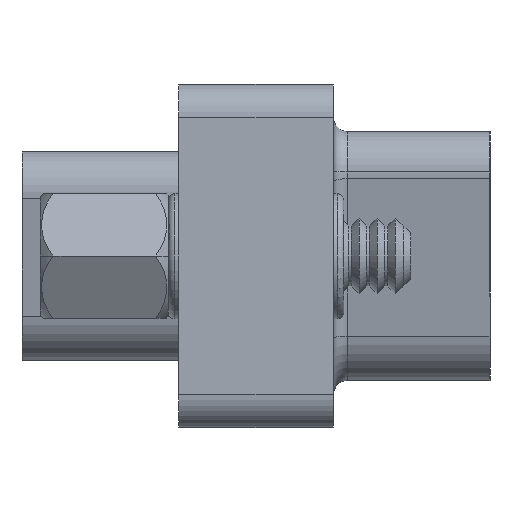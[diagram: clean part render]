
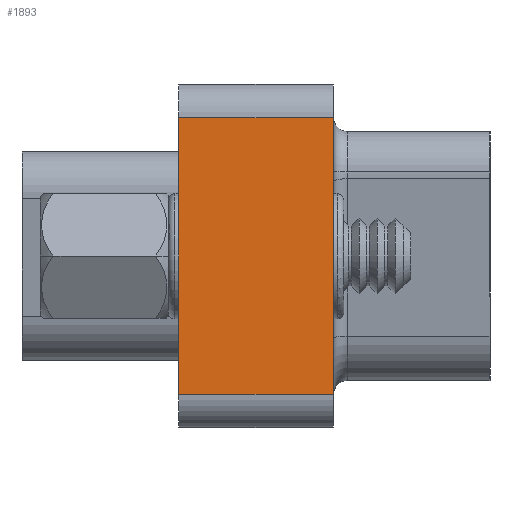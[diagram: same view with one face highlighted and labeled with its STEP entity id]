
A CAD part, left-side view. The second image highlights one B-rep face of the part: STEP entity #1893.
In plain terms, the highlighted planar face has unit normal (-1, 0, 0).
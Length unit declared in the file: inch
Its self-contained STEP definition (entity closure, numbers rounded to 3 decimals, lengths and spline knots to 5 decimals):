
#1029 = EDGE_CURVE ( 'NONE', #1194, #1030, #18387, .T. ) ;
#1030 = VERTEX_POINT ( 'NONE', #18388 ) ;
#1194 = VERTEX_POINT ( 'NONE', #24329 ) ;
#1626 = ORIENTED_EDGE ( 'NONE', *, *, #1627, .T. ) ;
#1627 = EDGE_CURVE ( 'NONE', #1194, #1852, #25957, .T. ) ;
#1806 = VERTEX_POINT ( 'NONE', #27068 ) ;
#1807 = ORIENTED_EDGE ( 'NONE', *, *, #1808, .T. ) ;
#1808 = EDGE_CURVE ( 'NONE', #1806, #1030, #26979, .T. ) ;
#1809 = ORIENTED_EDGE ( 'NONE', *, *, #1029, .F. ) ;
#1849 = EDGE_LOOP ( 'NONE', ( #1850, #1807, #1809, #1626 ) ) ;
#1850 = ORIENTED_EDGE ( 'NONE', *, *, #1851, .T. ) ;
#1851 = EDGE_CURVE ( 'NONE', #1852, #1806, #27170, .T. ) ;
#1852 = VERTEX_POINT ( 'NONE', #27162 ) ;
#1893 = ADVANCED_FACE ( 'NONE', ( #27460 ), #27459, .F. ) ;
#18384 = DIRECTION ( 'NONE',  ( 0., 0., 1. ) ) ;
#18385 = VECTOR ( 'NONE', #18384, 39.37008 ) ;
#18386 = CARTESIAN_POINT ( 'NONE',  ( -0.625, 0.115, 0.255 ) ) ;
#18387 = LINE ( 'NONE', #18386, #18385 ) ;
#18388 = CARTESIAN_POINT ( 'NONE',  ( -0.625, 0.115, 0.205 ) ) ;
#24329 = CARTESIAN_POINT ( 'NONE',  ( -0.625, 0.115, -0.205 ) ) ;
#25957 = LINE ( 'NONE', #26006, #26005 ) ;
#26004 = DIRECTION ( 'NONE',  ( 0., -1., 0. ) ) ;
#26005 = VECTOR ( 'NONE', #26004, 39.37008 ) ;
#26006 = CARTESIAN_POINT ( 'NONE',  ( -0.625, 0.115, -0.205 ) ) ;
#26976 = DIRECTION ( 'NONE',  ( 0., 1., 0. ) ) ;
#26977 = VECTOR ( 'NONE', #26976, 39.37008 ) ;
#26978 = CARTESIAN_POINT ( 'NONE',  ( -0.625, 0.115, 0.205 ) ) ;
#26979 = LINE ( 'NONE', #26978, #26977 ) ;
#27068 = CARTESIAN_POINT ( 'NONE',  ( -0.625, -0.115, 0.205 ) ) ;
#27162 = CARTESIAN_POINT ( 'NONE',  ( -0.625, -0.115, -0.205 ) ) ;
#27163 = DIRECTION ( 'NONE',  ( 0., 0., 1. ) ) ;
#27164 = VECTOR ( 'NONE', #27163, 39.37008 ) ;
#27165 = CARTESIAN_POINT ( 'NONE',  ( -0.625, -0.115, 0.255 ) ) ;
#27170 = LINE ( 'NONE', #27165, #27164 ) ;
#27455 = DIRECTION ( 'NONE',  ( 0., 0., -1. ) ) ;
#27456 = DIRECTION ( 'NONE',  ( 1., 0., 0. ) ) ;
#27457 = CARTESIAN_POINT ( 'NONE',  ( -0.625, 0.115, 0.255 ) ) ;
#27458 = AXIS2_PLACEMENT_3D ( 'NONE', #27457, #27456, #27455 ) ;
#27459 = PLANE ( 'NONE',  #27458 ) ;
#27460 = FACE_OUTER_BOUND ( 'NONE', #1849, .T. ) ;
